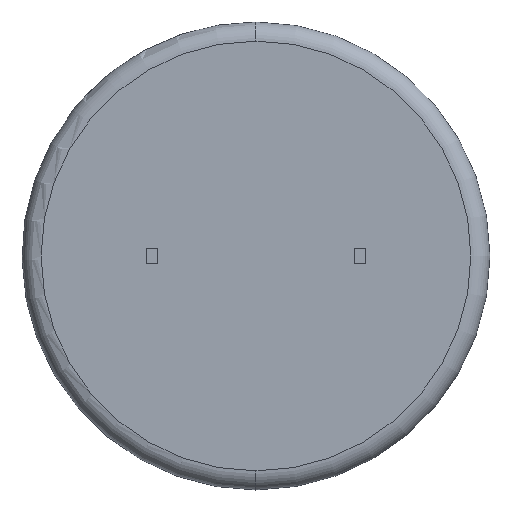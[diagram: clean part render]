
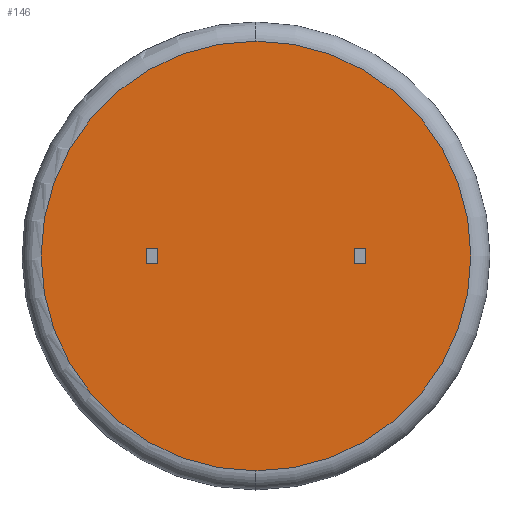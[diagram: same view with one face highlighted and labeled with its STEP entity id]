
A CAD part, front view. The second image highlights one B-rep face of the part: STEP entity #146.
In plain terms, the highlighted planar face has unit normal (0, -1, 0).
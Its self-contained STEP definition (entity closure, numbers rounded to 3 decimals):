
#4 = AXIS2_PLACEMENT_3D ( 'NONE', #2700, #812, #1015 ) ;
#35 = VECTOR ( 'NONE', #1391, 1000. ) ;
#62 = AXIS2_PLACEMENT_3D ( 'NONE', #2636, #2146, #686 ) ;
#65 = DIRECTION ( 'NONE',  ( 0., 0., 1. ) ) ;
#68 = VECTOR ( 'NONE', #2500, 1000. ) ;
#83 = EDGE_CURVE ( 'NONE', #1332, #1705, #1208, .T. ) ;
#110 = ORIENTED_EDGE ( 'NONE', *, *, #345, .T. ) ;
#121 = CARTESIAN_POINT ( 'NONE',  ( 0., 0., 0. ) ) ;
#146 = ADVANCED_FACE ( 'NONE', ( #356, #2595, #1462 ), #526, .F. ) ;
#223 = AXIS2_PLACEMENT_3D ( 'NONE', #121, #2078, #1404 ) ;
#227 = ORIENTED_EDGE ( 'NONE', *, *, #1680, .F. ) ;
#232 = CARTESIAN_POINT ( 'NONE',  ( 10.55, 0., -0.75 ) ) ;
#329 = EDGE_LOOP ( 'NONE', ( #110, #2667 ) ) ;
#331 = DIRECTION ( 'NONE',  ( 0., 0., -1. ) ) ;
#345 = EDGE_CURVE ( 'NONE', #2440, #2478, #678, .T. ) ;
#346 = CARTESIAN_POINT ( 'NONE',  ( -10.55, 0., -0.75 ) ) ;
#356 = FACE_OUTER_BOUND ( 'NONE', #329, .T. ) ;
#363 = CARTESIAN_POINT ( 'NONE',  ( 9.45, 0., -0.75 ) ) ;
#495 = EDGE_CURVE ( 'NONE', #1332, #2553, #2213, .T. ) ;
#509 = EDGE_CURVE ( 'NONE', #2233, #2553, #1994, .T. ) ;
#518 = CARTESIAN_POINT ( 'NONE',  ( -9.45, 0., 0.75 ) ) ;
#520 = CARTESIAN_POINT ( 'NONE',  ( -10.55, 0., 0.75 ) ) ;
#526 = PLANE ( 'NONE',  #223 ) ;
#610 = ORIENTED_EDGE ( 'NONE', *, *, #83, .T. ) ;
#613 = CARTESIAN_POINT ( 'NONE',  ( -10.55, 0., 0. ) ) ;
#645 = LINE ( 'NONE', #2349, #2518 ) ;
#672 = CIRCLE ( 'NONE', #4, 20.662 ) ;
#678 = CIRCLE ( 'NONE', #62, 20.662 ) ;
#686 = DIRECTION ( 'NONE',  ( 0., 0., 1. ) ) ;
#724 = DIRECTION ( 'NONE',  ( 1., 0., 0. ) ) ;
#749 = CARTESIAN_POINT ( 'NONE',  ( 9.45, 0., -0.75 ) ) ;
#812 = DIRECTION ( 'NONE',  ( 0., -1., 0. ) ) ;
#869 = CARTESIAN_POINT ( 'NONE',  ( 0., 0., 20.662 ) ) ;
#918 = CARTESIAN_POINT ( 'NONE',  ( 9.45, 0., 0.75 ) ) ;
#969 = EDGE_CURVE ( 'NONE', #1982, #2012, #1320, .T. ) ;
#1015 = DIRECTION ( 'NONE',  ( 0., 0., 1. ) ) ;
#1038 = CARTESIAN_POINT ( 'NONE',  ( -9.45, 0., 0.75 ) ) ;
#1066 = VECTOR ( 'NONE', #724, 1000. ) ;
#1118 = ORIENTED_EDGE ( 'NONE', *, *, #1954, .T. ) ;
#1197 = EDGE_CURVE ( 'NONE', #2464, #1982, #1593, .T. ) ;
#1208 = LINE ( 'NONE', #613, #68 ) ;
#1251 = DIRECTION ( 'NONE',  ( 1., 0., 0. ) ) ;
#1258 = LINE ( 'NONE', #1528, #1641 ) ;
#1320 = LINE ( 'NONE', #363, #2236 ) ;
#1332 = VERTEX_POINT ( 'NONE', #346 ) ;
#1391 = DIRECTION ( 'NONE',  ( -1., 0., 0. ) ) ;
#1404 = DIRECTION ( 'NONE',  ( 0., 0., 1. ) ) ;
#1458 = DIRECTION ( 'NONE',  ( 0., 0., -1. ) ) ;
#1462 = FACE_BOUND ( 'NONE', #2482, .T. ) ;
#1514 = DIRECTION ( 'NONE',  ( 1., 0., 0. ) ) ;
#1528 = CARTESIAN_POINT ( 'NONE',  ( -10.55, 0., 0.75 ) ) ;
#1593 = LINE ( 'NONE', #918, #35 ) ;
#1632 = ORIENTED_EDGE ( 'NONE', *, *, #509, .T. ) ;
#1638 = VECTOR ( 'NONE', #1251, 1000. ) ;
#1641 = VECTOR ( 'NONE', #1514, 1000. ) ;
#1657 = CARTESIAN_POINT ( 'NONE',  ( -10.55, 0., -0.75 ) ) ;
#1680 = EDGE_CURVE ( 'NONE', #2012, #2577, #2179, .T. ) ;
#1705 = VERTEX_POINT ( 'NONE', #520 ) ;
#1728 = CARTESIAN_POINT ( 'NONE',  ( 9.45, 0., 0.75 ) ) ;
#1878 = ORIENTED_EDGE ( 'NONE', *, *, #1197, .F. ) ;
#1939 = CARTESIAN_POINT ( 'NONE',  ( 0., 0., -20.662 ) ) ;
#1954 = EDGE_CURVE ( 'NONE', #1705, #2233, #1258, .T. ) ;
#1982 = VERTEX_POINT ( 'NONE', #1728 ) ;
#1994 = LINE ( 'NONE', #1038, #2584 ) ;
#2000 = EDGE_CURVE ( 'NONE', #2577, #2464, #645, .T. ) ;
#2012 = VERTEX_POINT ( 'NONE', #2208 ) ;
#2078 = DIRECTION ( 'NONE',  ( 0., 1., 0. ) ) ;
#2145 = CARTESIAN_POINT ( 'NONE',  ( 10.55, 0., 0.75 ) ) ;
#2146 = DIRECTION ( 'NONE',  ( 0., -1., 0. ) ) ;
#2152 = EDGE_LOOP ( 'NONE', ( #610, #1118, #1632, #2325 ) ) ;
#2179 = LINE ( 'NONE', #749, #1066 ) ;
#2208 = CARTESIAN_POINT ( 'NONE',  ( 9.45, 0., -0.75 ) ) ;
#2213 = LINE ( 'NONE', #1657, #1638 ) ;
#2233 = VERTEX_POINT ( 'NONE', #518 ) ;
#2236 = VECTOR ( 'NONE', #331, 1000. ) ;
#2250 = EDGE_CURVE ( 'NONE', #2478, #2440, #672, .T. ) ;
#2257 = ORIENTED_EDGE ( 'NONE', *, *, #2000, .F. ) ;
#2325 = ORIENTED_EDGE ( 'NONE', *, *, #495, .F. ) ;
#2349 = CARTESIAN_POINT ( 'NONE',  ( 10.55, 0., 0. ) ) ;
#2440 = VERTEX_POINT ( 'NONE', #869 ) ;
#2464 = VERTEX_POINT ( 'NONE', #2145 ) ;
#2478 = VERTEX_POINT ( 'NONE', #1939 ) ;
#2481 = CARTESIAN_POINT ( 'NONE',  ( -9.45, 0., -0.75 ) ) ;
#2482 = EDGE_LOOP ( 'NONE', ( #2538, #1878, #2257, #227 ) ) ;
#2500 = DIRECTION ( 'NONE',  ( 0., 0., 1. ) ) ;
#2518 = VECTOR ( 'NONE', #65, 1000. ) ;
#2538 = ORIENTED_EDGE ( 'NONE', *, *, #969, .F. ) ;
#2553 = VERTEX_POINT ( 'NONE', #2481 ) ;
#2577 = VERTEX_POINT ( 'NONE', #232 ) ;
#2584 = VECTOR ( 'NONE', #1458, 1000. ) ;
#2595 = FACE_BOUND ( 'NONE', #2152, .T. ) ;
#2636 = CARTESIAN_POINT ( 'NONE',  ( 0., 0., 0. ) ) ;
#2667 = ORIENTED_EDGE ( 'NONE', *, *, #2250, .T. ) ;
#2700 = CARTESIAN_POINT ( 'NONE',  ( 0., 0., 0. ) ) ;
